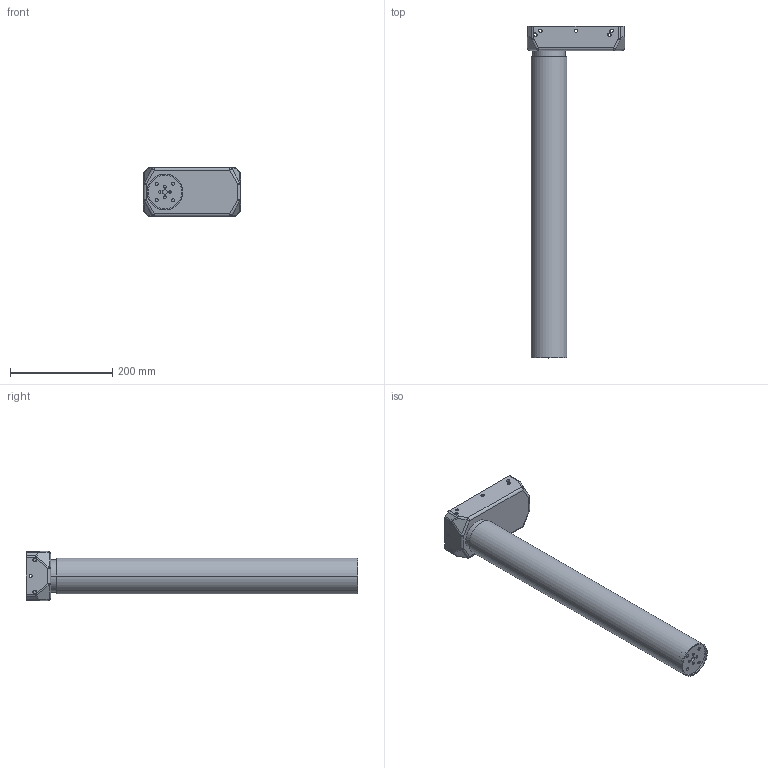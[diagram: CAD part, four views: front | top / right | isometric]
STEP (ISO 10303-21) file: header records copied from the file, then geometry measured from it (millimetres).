
FILE_DESCRIPTION((''),'2;1');
FILE_NAME('JC36DC1-2_1_ASM','2020-01-04T09:22:45',('Administrator'),('捷昌驱动'),'CREO PARAMETRIC BY PTC INC, 2018500','CREO PARAMETRIC BY PTC INC, 2018500','');
FILE_SCHEMA(('CONFIG_CONTROL_DESIGN'));
Length unit declared in the file: millimetre
Products named in the file (4): DIBAN070201_-1-SOLID3_1; JIXINHE-A-1-SOLID1_1; _1_10001; JC36DC1-2_1_ASM
Assembly tree (3 placements, depth 2):
  JC36DC1-2_1_ASM
    DIBAN070201_-1-SOLID3_1
    JIXINHE-A-1-SOLID1_1
    _1_10001
Bounding box: 190 x 650 x 96 mm (x, y, z)
Volume: 2301512.9 mm3; surface area: 493608 mm2
Topology: 3 solids, 3 shells, 265 faces, 715 edges, 432 vertices
Faces by surface type: cylinder 132, plane 82, sphere 36, torus 11, bspline 4
Entity records: 8454 total; most frequent: CARTESIAN_POINT 1643, DIRECTION 1514, ORIENTED_EDGE 1358, EDGE_CURVE 679, AXIS2_PLACEMENT_3D 601, VERTEX_POINT 432, CIRCLE 333, VECTOR 312
